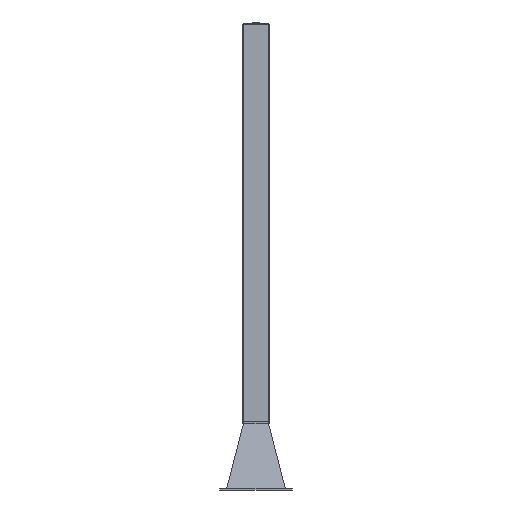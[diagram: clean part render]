
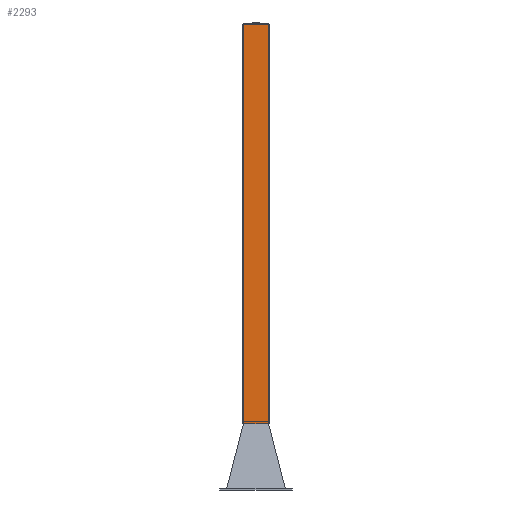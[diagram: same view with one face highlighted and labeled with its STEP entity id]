
A CAD part, left-side view. The second image highlights one B-rep face of the part: STEP entity #2293.
In plain terms, the highlighted planar face has unit normal (-1, 0, 0).
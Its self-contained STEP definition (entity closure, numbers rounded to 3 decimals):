
#2293=ADVANCED_FACE('',(#3977),#3978,.F.);
#3977=FACE_OUTER_BOUND('',#8366,.T.);
#3978=PLANE('',#8367);
#8366=EDGE_LOOP('',(#11361,#11362,#11363,#11364));
#8367=AXIS2_PLACEMENT_3D('',#11365,#11366,#11367);
#11361=ORIENTED_EDGE('',*,*,#12641,.F.);
#11362=ORIENTED_EDGE('',*,*,#12642,.T.);
#11363=ORIENTED_EDGE('',*,*,#12643,.T.);
#11364=ORIENTED_EDGE('',*,*,#12632,.T.);
#11365=CARTESIAN_POINT('',(-100.0,180.556,27.778));
#11366=DIRECTION('',(1.0,0.0,0.0));
#11367=DIRECTION('',(0.0,0.0,-1.0));
#12632=EDGE_CURVE('',#14282,#14279,#14283,.F.);
#12641=EDGE_CURVE('',#14297,#14279,#14298,.T.);
#12642=EDGE_CURVE('',#14297,#14299,#14300,.T.);
#12643=EDGE_CURVE('',#14299,#14282,#14301,.T.);
#14279=VERTEX_POINT('',#17939);
#14282=VERTEX_POINT('',#17942);
#14283=LINE('',#17943,#17944);
#14297=VERTEX_POINT('',#17961);
#14298=LINE('',#17962,#17963);
#14299=VERTEX_POINT('',#17964);
#14300=LINE('',#17965,#17966);
#14301=LINE('',#17967,#17968);
#17939=CARTESIAN_POINT('',(-100.0,-10.444,27.778));
#17942=CARTESIAN_POINT('',(-100.0,-10.444,-2972.222));
#17943=CARTESIAN_POINT('',(-100.0,-10.444,27.778));
#17944=VECTOR('',#19130,1.0);
#17961=CARTESIAN_POINT('',(-100.0,171.556,27.778));
#17962=CARTESIAN_POINT('',(-100.0,180.556,27.778));
#17963=VECTOR('',#19143,1.0);
#17964=CARTESIAN_POINT('',(-100.0,171.556,-2972.222));
#17965=CARTESIAN_POINT('',(-100.0,171.556,27.778));
#17966=VECTOR('',#19144,1.0);
#17967=CARTESIAN_POINT('',(-100.0,180.556,-2972.222));
#17968=VECTOR('',#19145,1.0);
#19130=DIRECTION('',(0.0,0.0,-1.0));
#19143=DIRECTION('',(0.0,-1.0,0.0));
#19144=DIRECTION('',(0.0,0.0,-1.0));
#19145=DIRECTION('',(0.0,-1.0,0.0));
